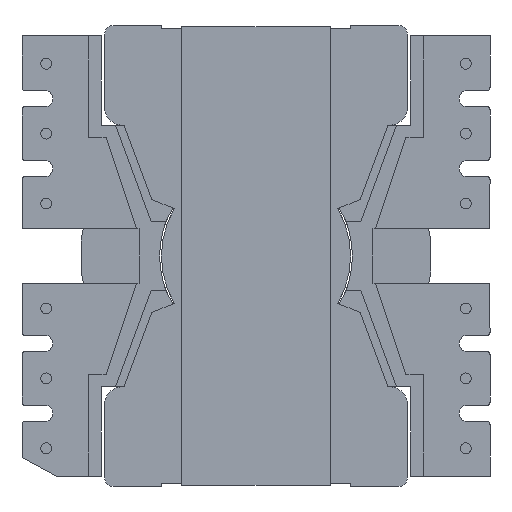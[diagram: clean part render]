
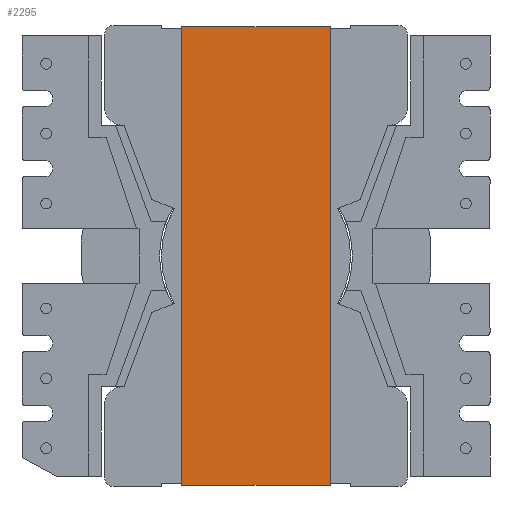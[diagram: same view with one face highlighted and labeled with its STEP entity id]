
A CAD part, front view. The second image highlights one B-rep face of the part: STEP entity #2295.
In plain terms, the highlighted face is planar.
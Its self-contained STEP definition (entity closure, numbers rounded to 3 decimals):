
#672 = DIRECTION ( 'NONE',  ( 1., 0., 0. ) ) ;
#959 = VECTOR ( 'NONE', #5280, 1000. ) ;
#1022 = ORIENTED_EDGE ( 'NONE', *, *, #7547, .T. ) ;
#1063 = CARTESIAN_POINT ( 'NONE',  ( 20.76, -33.18, -10.8 ) ) ;
#1122 = CARTESIAN_POINT ( 'NONE',  ( 20.76, -33.18, -10.8 ) ) ;
#1211 = EDGE_LOOP ( 'NONE', ( #9015, #5314, #4085, #1022 ) ) ;
#1669 = VECTOR ( 'NONE', #7523, 1000. ) ;
#1699 = CARTESIAN_POINT ( 'NONE',  ( 20.76, -33.18, 0. ) ) ;
#1873 = LINE ( 'NONE', #1063, #1669 ) ;
#1903 = CARTESIAN_POINT ( 'NONE',  ( 20.76, 0.16, -10.8 ) ) ;
#1929 = PLANE ( 'NONE',  #7351 ) ;
#2295 = ADVANCED_FACE ( 'NONE', ( #3490 ), #1929, .T. ) ;
#3141 = CARTESIAN_POINT ( 'NONE',  ( 20.76, 0.16, -10.8 ) ) ;
#3490 = FACE_OUTER_BOUND ( 'NONE', #1211, .T. ) ;
#4085 = ORIENTED_EDGE ( 'NONE', *, *, #6159, .T. ) ;
#4123 = VECTOR ( 'NONE', #7453, 1000. ) ;
#4336 = VERTEX_POINT ( 'NONE', #1699 ) ;
#4555 = CARTESIAN_POINT ( 'NONE',  ( 20.76, 0.16, -10.8 ) ) ;
#4723 = VERTEX_POINT ( 'NONE', #5673 ) ;
#5024 = EDGE_CURVE ( 'NONE', #4336, #5027, #7511, .T. ) ;
#5027 = VERTEX_POINT ( 'NONE', #9004 ) ;
#5280 = DIRECTION ( 'NONE',  ( 0., 0., 1. ) ) ;
#5314 = ORIENTED_EDGE ( 'NONE', *, *, #8743, .F. ) ;
#5603 = VECTOR ( 'NONE', #6869, 1000. ) ;
#5673 = CARTESIAN_POINT ( 'NONE',  ( 20.76, 0.16, -10.8 ) ) ;
#6059 = LINE ( 'NONE', #3141, #4123 ) ;
#6137 = CARTESIAN_POINT ( 'NONE',  ( 20.76, 0.16, 0. ) ) ;
#6159 = EDGE_CURVE ( 'NONE', #9309, #4723, #6059, .T. ) ;
#6869 = DIRECTION ( 'NONE',  ( 0., 1., 0. ) ) ;
#7351 = AXIS2_PLACEMENT_3D ( 'NONE', #1903, #672, #9270 ) ;
#7453 = DIRECTION ( 'NONE',  ( 0., 1., 0. ) ) ;
#7511 = LINE ( 'NONE', #6137, #5603 ) ;
#7523 = DIRECTION ( 'NONE',  ( 0., 0., 1. ) ) ;
#7547 = EDGE_CURVE ( 'NONE', #4723, #5027, #8637, .T. ) ;
#8637 = LINE ( 'NONE', #4555, #959 ) ;
#8743 = EDGE_CURVE ( 'NONE', #9309, #4336, #1873, .T. ) ;
#9004 = CARTESIAN_POINT ( 'NONE',  ( 20.76, 0.16, 0. ) ) ;
#9015 = ORIENTED_EDGE ( 'NONE', *, *, #5024, .F. ) ;
#9270 = DIRECTION ( 'NONE',  ( 0., 0., -1. ) ) ;
#9309 = VERTEX_POINT ( 'NONE', #1122 ) ;
